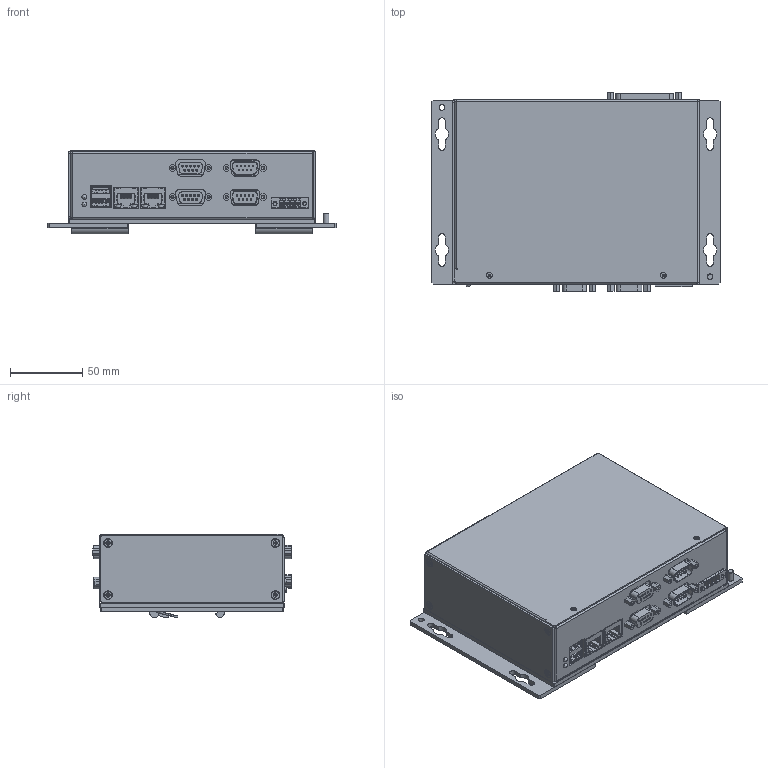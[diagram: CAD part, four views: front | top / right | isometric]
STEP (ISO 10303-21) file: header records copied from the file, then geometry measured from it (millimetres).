
FILE_DESCRIPTION((''),'2;1');
FILE_NAME('COMPACT 41 M.stp','2014-01-22T18:28:05',('PC107_User'),(''),'Autodesk Inventor 2013','Autodesk Inventor 2013','');
FILE_SCHEMA(('AUTOMOTIVE_DESIGN { 1 0 10303 214 1 1 1 1 }'));
Length unit declared in the file: millimetre
Products named in the file (4): COMPACT 41 M; IPC-M41F08-A101E; IPC-MKITCP-2F41; IPC-MKITCP-2G41
Assembly tree (3 placements, depth 2):
  COMPACT 41 M
    IPC-M41F08-A101E
    IPC-MKITCP-2F41
    IPC-MKITCP-2G41
Bounding box: 199.1 x 137.12 x 57.97 mm (x, y, z)
Volume: 208754.7 mm3; surface area: 210215.6 mm2
Topology: 11 solids, 27 shells, 3216 faces, 8357 edges, 5428 vertices
Faces by surface type: plane 1975, cylinder 748, cone 334, torus 90, sphere 53, bspline 16
Full cylindrical faces by diameter (mm): 1 x101, 1.02 x4, 1.4 x12, 2 x12, 2.156 x12, 2.283 x2, 2.4 x6, 2.459 x10, 2.693 x4, 2.7 x2, 2.845 x16, 3 x6, 3.242 x4, 3.3 x8, 3.4 x10, 3.5 x4, 3.571 x8, 3.8 x6, 3.883 x6, 4 x10, 4.19 x6, 4.2 x6, 4.5 x8, 5.5 x4, 6.593 x4, 7.12 x4, 7.2 x4, 8 x4, 8.4 x8
Entity records: 100385 total; most frequent: CARTESIAN_POINT 22228, DIRECTION 15298, ORIENTED_EDGE 15292, EDGE_CURVE 7646, VERTEX_POINT 5245, AXIS2_PLACEMENT_3D 5197, VECTOR 4904, LINE 4904
